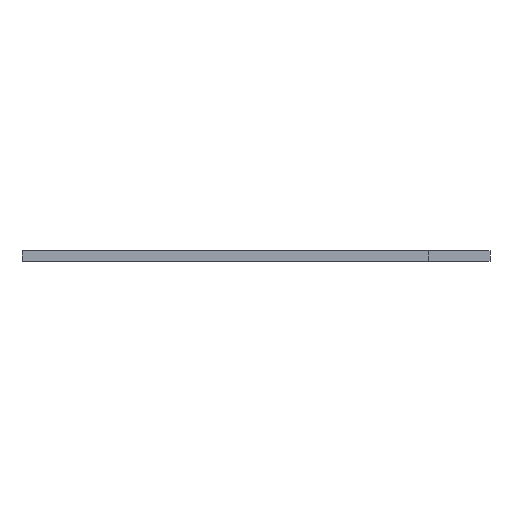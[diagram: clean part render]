
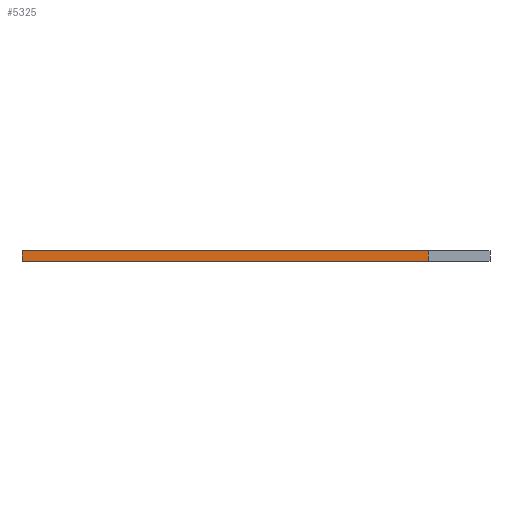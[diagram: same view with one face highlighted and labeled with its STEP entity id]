
A CAD part, front view. The second image highlights one B-rep face of the part: STEP entity #5325.
In plain terms, the highlighted planar face has unit normal (0, -1, 0).
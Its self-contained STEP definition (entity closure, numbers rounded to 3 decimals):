
#90 = PLANE('',#91);
#91 = AXIS2_PLACEMENT_3D('',#92,#93,#94);
#92 = CARTESIAN_POINT('',(34.48,-47.96,1.58));
#93 = DIRECTION('',(-0.,-0.,-1.));
#94 = DIRECTION('',(-1.,0.,0.));
#144 = PLANE('',#145);
#145 = AXIS2_PLACEMENT_3D('',#146,#147,#148);
#146 = CARTESIAN_POINT('',(34.48,-47.96,0.));
#147 = DIRECTION('',(-0.,-0.,-1.));
#148 = DIRECTION('',(-1.,0.,0.));
#2157 = VERTEX_POINT('',#2158);
#2158 = CARTESIAN_POINT('',(59.,-93.,0.));
#2172 = PLANE('',#2173);
#2173 = AXIS2_PLACEMENT_3D('',#2174,#2175,#2176);
#2174 = CARTESIAN_POINT('',(59.,-86.5,0.));
#2175 = DIRECTION('',(1.,0.,-0.));
#2176 = DIRECTION('',(0.,-1.,0.));
#2184 = EDGE_CURVE('',#2157,#2185,#2187,.T.);
#2185 = VERTEX_POINT('',#2186);
#2186 = CARTESIAN_POINT('',(0.,-93.,0.));
#2187 = SURFACE_CURVE('',#2188,(#2192,#2199),.PCURVE_S1.);
#2188 = LINE('',#2189,#2190);
#2189 = CARTESIAN_POINT('',(59.,-93.,0.));
#2190 = VECTOR('',#2191,1.);
#2191 = DIRECTION('',(-1.,0.,0.));
#2192 = PCURVE('',#144,#2193);
#2193 = DEFINITIONAL_REPRESENTATION('',(#2194),#2198);
#2194 = LINE('',#2195,#2196);
#2195 = CARTESIAN_POINT('',(-24.52,-45.04));
#2196 = VECTOR('',#2197,1.);
#2197 = DIRECTION('',(1.,0.));
#2198 = ( GEOMETRIC_REPRESENTATION_CONTEXT(2) 
PARAMETRIC_REPRESENTATION_CONTEXT() REPRESENTATION_CONTEXT('2D SPACE',''
  ) );
#2199 = PCURVE('',#2200,#2205);
#2200 = PLANE('',#2201);
#2201 = AXIS2_PLACEMENT_3D('',#2202,#2203,#2204);
#2202 = CARTESIAN_POINT('',(59.,-93.,0.));
#2203 = DIRECTION('',(0.,-1.,0.));
#2204 = DIRECTION('',(-1.,0.,0.));
#2205 = DEFINITIONAL_REPRESENTATION('',(#2206),#2210);
#2206 = LINE('',#2207,#2208);
#2207 = CARTESIAN_POINT('',(0.,-0.));
#2208 = VECTOR('',#2209,1.);
#2209 = DIRECTION('',(1.,0.));
#2210 = ( GEOMETRIC_REPRESENTATION_CONTEXT(2) 
PARAMETRIC_REPRESENTATION_CONTEXT() REPRESENTATION_CONTEXT('2D SPACE',''
  ) );
#2228 = PLANE('',#2229);
#2229 = AXIS2_PLACEMENT_3D('',#2230,#2231,#2232);
#2230 = CARTESIAN_POINT('',(0.,-93.,0.));
#2231 = DIRECTION('',(-1.,0.,0.));
#2232 = DIRECTION('',(0.,1.,0.));
#4431 = VERTEX_POINT('',#4432);
#4432 = CARTESIAN_POINT('',(59.,-93.,1.58));
#4453 = EDGE_CURVE('',#4431,#4454,#4456,.T.);
#4454 = VERTEX_POINT('',#4455);
#4455 = CARTESIAN_POINT('',(0.,-93.,1.58));
#4456 = SURFACE_CURVE('',#4457,(#4461,#4468),.PCURVE_S1.);
#4457 = LINE('',#4458,#4459);
#4458 = CARTESIAN_POINT('',(59.,-93.,1.58));
#4459 = VECTOR('',#4460,1.);
#4460 = DIRECTION('',(-1.,0.,0.));
#4461 = PCURVE('',#90,#4462);
#4462 = DEFINITIONAL_REPRESENTATION('',(#4463),#4467);
#4463 = LINE('',#4464,#4465);
#4464 = CARTESIAN_POINT('',(-24.52,-45.04));
#4465 = VECTOR('',#4466,1.);
#4466 = DIRECTION('',(1.,0.));
#4467 = ( GEOMETRIC_REPRESENTATION_CONTEXT(2) 
PARAMETRIC_REPRESENTATION_CONTEXT() REPRESENTATION_CONTEXT('2D SPACE',''
  ) );
#4468 = PCURVE('',#2200,#4469);
#4469 = DEFINITIONAL_REPRESENTATION('',(#4470),#4474);
#4470 = LINE('',#4471,#4472);
#4471 = CARTESIAN_POINT('',(0.,-1.58));
#4472 = VECTOR('',#4473,1.);
#4473 = DIRECTION('',(1.,0.));
#4474 = ( GEOMETRIC_REPRESENTATION_CONTEXT(2) 
PARAMETRIC_REPRESENTATION_CONTEXT() REPRESENTATION_CONTEXT('2D SPACE',''
  ) );
#5275 = EDGE_CURVE('',#2185,#4454,#5276,.T.);
#5276 = SURFACE_CURVE('',#5277,(#5281,#5288),.PCURVE_S1.);
#5277 = LINE('',#5278,#5279);
#5278 = CARTESIAN_POINT('',(0.,-93.,0.));
#5279 = VECTOR('',#5280,1.);
#5280 = DIRECTION('',(0.,0.,1.));
#5281 = PCURVE('',#2228,#5282);
#5282 = DEFINITIONAL_REPRESENTATION('',(#5283),#5287);
#5283 = LINE('',#5284,#5285);
#5284 = CARTESIAN_POINT('',(0.,0.));
#5285 = VECTOR('',#5286,1.);
#5286 = DIRECTION('',(0.,-1.));
#5287 = ( GEOMETRIC_REPRESENTATION_CONTEXT(2) 
PARAMETRIC_REPRESENTATION_CONTEXT() REPRESENTATION_CONTEXT('2D SPACE',''
  ) );
#5288 = PCURVE('',#2200,#5289);
#5289 = DEFINITIONAL_REPRESENTATION('',(#5290),#5294);
#5290 = LINE('',#5291,#5292);
#5291 = CARTESIAN_POINT('',(59.,0.));
#5292 = VECTOR('',#5293,1.);
#5293 = DIRECTION('',(0.,-1.));
#5294 = ( GEOMETRIC_REPRESENTATION_CONTEXT(2) 
PARAMETRIC_REPRESENTATION_CONTEXT() REPRESENTATION_CONTEXT('2D SPACE',''
  ) );
#5325 = ADVANCED_FACE('',(#5326),#2200,.T.);
#5326 = FACE_BOUND('',#5327,.T.);
#5327 = EDGE_LOOP('',(#5328,#5349,#5350,#5351));
#5328 = ORIENTED_EDGE('',*,*,#5329,.T.);
#5329 = EDGE_CURVE('',#2157,#4431,#5330,.T.);
#5330 = SURFACE_CURVE('',#5331,(#5335,#5342),.PCURVE_S1.);
#5331 = LINE('',#5332,#5333);
#5332 = CARTESIAN_POINT('',(59.,-93.,0.));
#5333 = VECTOR('',#5334,1.);
#5334 = DIRECTION('',(0.,0.,1.));
#5335 = PCURVE('',#2200,#5336);
#5336 = DEFINITIONAL_REPRESENTATION('',(#5337),#5341);
#5337 = LINE('',#5338,#5339);
#5338 = CARTESIAN_POINT('',(0.,-0.));
#5339 = VECTOR('',#5340,1.);
#5340 = DIRECTION('',(0.,-1.));
#5341 = ( GEOMETRIC_REPRESENTATION_CONTEXT(2) 
PARAMETRIC_REPRESENTATION_CONTEXT() REPRESENTATION_CONTEXT('2D SPACE',''
  ) );
#5342 = PCURVE('',#2172,#5343);
#5343 = DEFINITIONAL_REPRESENTATION('',(#5344),#5348);
#5344 = LINE('',#5345,#5346);
#5345 = CARTESIAN_POINT('',(6.5,0.));
#5346 = VECTOR('',#5347,1.);
#5347 = DIRECTION('',(0.,-1.));
#5348 = ( GEOMETRIC_REPRESENTATION_CONTEXT(2) 
PARAMETRIC_REPRESENTATION_CONTEXT() REPRESENTATION_CONTEXT('2D SPACE',''
  ) );
#5349 = ORIENTED_EDGE('',*,*,#4453,.T.);
#5350 = ORIENTED_EDGE('',*,*,#5275,.F.);
#5351 = ORIENTED_EDGE('',*,*,#2184,.F.);
